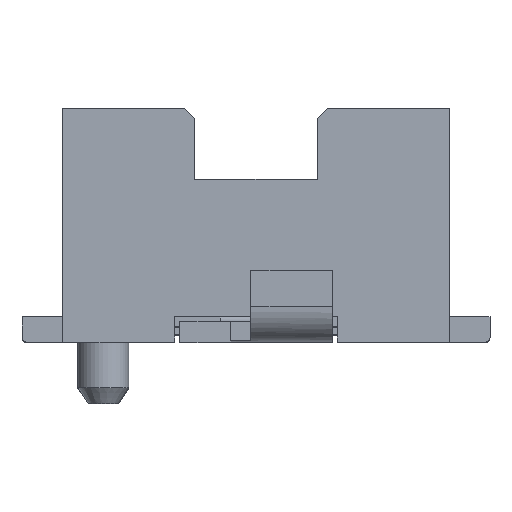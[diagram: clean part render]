
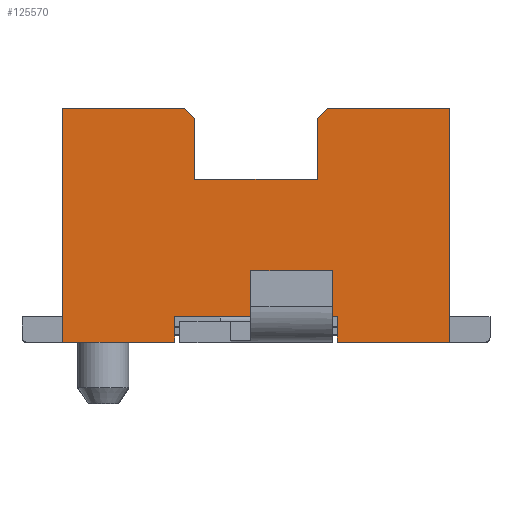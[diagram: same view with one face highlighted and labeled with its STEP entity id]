
A CAD part, top view. The second image highlights one B-rep face of the part: STEP entity #125570.
In plain terms, the highlighted planar face has unit normal (0, 0, 1).
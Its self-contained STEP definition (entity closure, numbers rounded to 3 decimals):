
#15330=CARTESIAN_POINT('',(-14.8,2.55,8.38));
#15340=DIRECTION('',(-1.,-0.,0.));
#15350=VECTOR('',#15340,1.);
#15360=LINE('',#15330,#15350);
#15370=CARTESIAN_POINT('',(-10.31,2.55,8.38));
#15380=VERTEX_POINT('',#15370);
#15390=CARTESIAN_POINT('',(-11.51,2.55,8.38));
#15400=VERTEX_POINT('',#15390);
#15410=EDGE_CURVE('',#15380,#15400,#15360,.T.);
#19370=CARTESIAN_POINT('',(-14.11,2.55,8.38));
#19380=VERTEX_POINT('',#19370);
#19410=CARTESIAN_POINT('',(-14.11,0.,8.38));
#19420=DIRECTION('',(0.,1.,-0.));
#19430=VECTOR('',#19420,1.);
#19440=LINE('',#19410,#19430);
#19450=CARTESIAN_POINT('',(-14.11,0.25,8.38));
#19460=VERTEX_POINT('',#19450);
#19470=EDGE_CURVE('',#19460,#19380,#19440,.T.);
#71260=CARTESIAN_POINT('',(-12.91,2.55,8.38));
#71270=VERTEX_POINT('',#71260);
#71300=CARTESIAN_POINT('',(-14.8,2.55,8.38));
#71310=DIRECTION('',(-1.,-0.,0.));
#71320=VECTOR('',#71310,1.);
#71330=LINE('',#71300,#71320);
#71340=EDGE_CURVE('',#71270,#19380,#71330,.T.);
#115900=CARTESIAN_POINT('',(-10.31,0.25,8.38));
#115910=VERTEX_POINT('',#115900);
#115940=CARTESIAN_POINT('',(-10.31,0.,8.38));
#115950=DIRECTION('',(-0.,1.,-0.));
#115960=VECTOR('',#115950,1.);
#115970=LINE('',#115940,#115960);
#115980=EDGE_CURVE('',#115910,#15380,#115970,.T.);
#123280=CARTESIAN_POINT('',(-13.01,0.25,8.38));
#123290=VERTEX_POINT('',#123280);
#123410=CARTESIAN_POINT('',(-14.8,0.25,8.38));
#123420=DIRECTION('',(1.,-0.,-0.));
#123430=VECTOR('',#123420,1.);
#123440=LINE('',#123410,#123430);
#123450=EDGE_CURVE('',#19460,#123290,#123440,.T.);
#124770=CARTESIAN_POINT('',(-10.215,2.608,8.38));
#124780=DIRECTION('',(0.,0.,1.));
#124790=DIRECTION('',(1.,0.,-0.));
#124800=AXIS2_PLACEMENT_3D('',#124770,#124780,#124790);
#124810=PLANE('',#124800);
#124820=CARTESIAN_POINT('',(-14.06,0.,8.38));
#124830=DIRECTION('',(0.707,0.707,-0.));
#124840=VECTOR('',#124830,1.);
#124850=LINE('',#124820,#124840);
#124860=CARTESIAN_POINT('',(-11.61,2.45,8.38));
#124870=VERTEX_POINT('',#124860);
#124880=EDGE_CURVE('',#124870,#15400,#124850,.T.);
#124890=ORIENTED_EDGE('',*,*,#124880,.F.);
#124900=ORIENTED_EDGE('',*,*,#15410,.T.);
#124910=ORIENTED_EDGE('',*,*,#115980,.T.);
#124920=CARTESIAN_POINT('',(-14.8,0.25,8.38));
#124930=DIRECTION('',(1.,0.,0.));
#124940=VECTOR('',#124930,1.);
#124950=LINE('',#124920,#124940);
#124960=CARTESIAN_POINT('',(-11.41,0.25,8.38));
#124970=VERTEX_POINT('',#124960);
#124980=EDGE_CURVE('',#124970,#115910,#124950,.T.);
#124990=ORIENTED_EDGE('',*,*,#124980,.T.);
#125000=CARTESIAN_POINT('',(-11.41,0.,8.38));
#125010=DIRECTION('',(-0.,-1.,0.));
#125020=VECTOR('',#125010,1.);
#125030=LINE('',#125000,#125020);
#125040=CARTESIAN_POINT('',(-11.41,0.5,8.38));
#125050=VERTEX_POINT('',#125040);
#125060=EDGE_CURVE('',#125050,#124970,#125030,.T.);
#125070=ORIENTED_EDGE('',*,*,#125060,.T.);
#125080=CARTESIAN_POINT('',(-14.8,0.5,8.38));
#125090=DIRECTION('',(1.,0.,0.));
#125100=VECTOR('',#125090,1.);
#125110=LINE('',#125080,#125100);
#125120=CARTESIAN_POINT('',(-13.01,0.5,8.38));
#125130=VERTEX_POINT('',#125120);
#125140=EDGE_CURVE('',#125130,#125050,#125110,.T.);
#125150=ORIENTED_EDGE('',*,*,#125140,.T.);
#125160=CARTESIAN_POINT('',(-13.01,0.,8.38));
#125170=DIRECTION('',(-0.,1.,0.));
#125180=VECTOR('',#125170,1.);
#125190=LINE('',#125160,#125180);
#125200=EDGE_CURVE('',#123290,#125130,#125190,.T.);
#125210=ORIENTED_EDGE('',*,*,#125200,.T.);
#125220=ORIENTED_EDGE('',*,*,#123450,.T.);
#125230=ORIENTED_EDGE('',*,*,#19470,.F.);
#125240=ORIENTED_EDGE('',*,*,#71340,.T.);
#125250=CARTESIAN_POINT('',(-14.8,4.44,8.38));
#125260=DIRECTION('',(0.707,-0.707,-0.));
#125270=VECTOR('',#125260,1.);
#125280=LINE('',#125250,#125270);
#125290=CARTESIAN_POINT('',(-12.81,2.45,8.38));
#125300=VERTEX_POINT('',#125290);
#125310=EDGE_CURVE('',#71270,#125300,#125280,.T.);
#125320=ORIENTED_EDGE('',*,*,#125310,.F.);
#125330=CARTESIAN_POINT('',(-12.81,0.,8.38));
#125340=DIRECTION('',(0.,-1.,-0.));
#125350=VECTOR('',#125340,1.);
#125360=LINE('',#125330,#125350);
#125370=CARTESIAN_POINT('',(-12.81,1.85,8.38));
#125380=VERTEX_POINT('',#125370);
#125390=EDGE_CURVE('',#125300,#125380,#125360,.T.);
#125400=ORIENTED_EDGE('',*,*,#125390,.F.);
#125410=CARTESIAN_POINT('',(-14.8,1.85,8.38));
#125420=DIRECTION('',(1.,-0.,-0.));
#125430=VECTOR('',#125420,1.);
#125440=LINE('',#125410,#125430);
#125450=CARTESIAN_POINT('',(-11.61,1.85,8.38));
#125460=VERTEX_POINT('',#125450);
#125470=EDGE_CURVE('',#125380,#125460,#125440,.T.);
#125480=ORIENTED_EDGE('',*,*,#125470,.F.);
#125490=CARTESIAN_POINT('',(-11.61,0.,8.38));
#125500=DIRECTION('',(0.,1.,-0.));
#125510=VECTOR('',#125500,1.);
#125520=LINE('',#125490,#125510);
#125530=EDGE_CURVE('',#125460,#124870,#125520,.T.);
#125540=ORIENTED_EDGE('',*,*,#125530,.F.);
#125550=EDGE_LOOP('',(#125540,#125480,#125400,#125320,#125240,#125230,
#125220,#125210,#125150,#125070,#124990,#124910,#124900,#124890));
#125560=FACE_OUTER_BOUND('',#125550,.T.);
#125570=ADVANCED_FACE('',(#125560),#124810,.T.);
